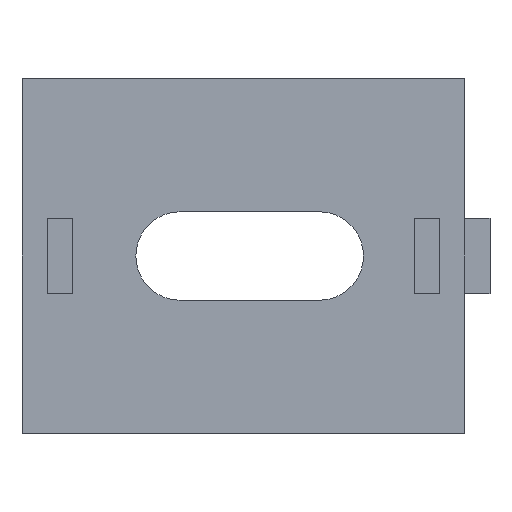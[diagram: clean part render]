
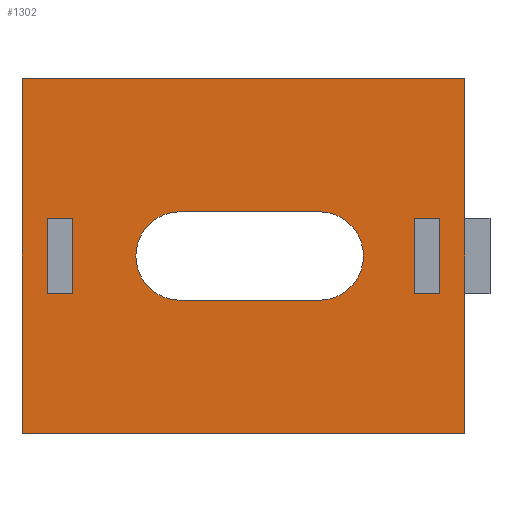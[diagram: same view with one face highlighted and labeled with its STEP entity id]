
A CAD part, left-side view. The second image highlights one B-rep face of the part: STEP entity #1302.
In plain terms, the highlighted planar face has unit normal (-1, 0, 0).
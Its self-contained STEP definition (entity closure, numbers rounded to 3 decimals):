
#15 = ORIENTED_EDGE ( 'NONE', *, *, #4705, .F. ) ;
#27 = ORIENTED_EDGE ( 'NONE', *, *, #4681, .F. ) ;
#52 = ORIENTED_EDGE ( 'NONE', *, *, #4695, .F. ) ;
#54 = LINE ( 'NONE', #1493, #4367 ) ;
#81 = ORIENTED_EDGE ( 'NONE', *, *, #4702, .F. ) ;
#228 = ORIENTED_EDGE ( 'NONE', *, *, #1398, .F. ) ;
#278 = ORIENTED_EDGE ( 'NONE', *, *, #4718, .F. ) ;
#340 = CARTESIAN_POINT ( 'NONE',  ( 0., 35., 0. ) ) ;
#353 = CIRCLE ( 'NONE', #1501, 3.5 ) ;
#370 = ORIENTED_EDGE ( 'NONE', *, *, #7460, .F. ) ;
#436 = ORIENTED_EDGE ( 'NONE', *, *, #6421, .F. ) ;
#458 = VECTOR ( 'NONE', #1357, 1000. ) ;
#470 = CARTESIAN_POINT ( 'NONE',  ( 0., 33., 17. ) ) ;
#509 = CARTESIAN_POINT ( 'NONE',  ( 0., 2., 17. ) ) ;
#513 = VERTEX_POINT ( 'NONE', #6271 ) ;
#517 = ORIENTED_EDGE ( 'NONE', *, *, #4779, .F. ) ;
#551 = ORIENTED_EDGE ( 'NONE', *, *, #4731, .F. ) ;
#610 = ORIENTED_EDGE ( 'NONE', *, *, #4743, .F. ) ;
#619 = VECTOR ( 'NONE', #5019, 1000. ) ;
#630 = ORIENTED_EDGE ( 'NONE', *, *, #4769, .F. ) ;
#889 = CARTESIAN_POINT ( 'NONE',  ( 0., 31., 11. ) ) ;
#928 = VECTOR ( 'NONE', #1615, 1000. ) ;
#1015 = VECTOR ( 'NONE', #4047, 1000. ) ;
#1016 = LINE ( 'NONE', #5575, #5728 ) ;
#1114 = LINE ( 'NONE', #1554, #928 ) ;
#1127 = ORIENTED_EDGE ( 'NONE', *, *, #4632, .F. ) ;
#1205 = CARTESIAN_POINT ( 'NONE',  ( 0., 22.5, 17.5 ) ) ;
#1302 = ADVANCED_FACE ( 'NONE', ( #1984, #3465, #2906, #4633 ), #5185, .F. ) ;
#1306 = VERTEX_POINT ( 'NONE', #5164 ) ;
#1340 = CARTESIAN_POINT ( 'NONE',  ( 0., 0., 17. ) ) ;
#1350 = CARTESIAN_POINT ( 'NONE',  ( 0., 4., 28. ) ) ;
#1357 = DIRECTION ( 'NONE',  ( 0., 1., 0. ) ) ;
#1398 = EDGE_CURVE ( 'NONE', #5035, #2699, #1016, .T. ) ;
#1408 = DIRECTION ( 'NONE',  ( 0., 0., -1. ) ) ;
#1460 = DIRECTION ( 'NONE',  ( 0., -1., 0. ) ) ;
#1461 = CARTESIAN_POINT ( 'NONE',  ( 0., 0., 11. ) ) ;
#1472 = AXIS2_PLACEMENT_3D ( 'NONE', #1998, #2007, #2013 ) ;
#1493 = CARTESIAN_POINT ( 'NONE',  ( 0., 2., 28. ) ) ;
#1501 = AXIS2_PLACEMENT_3D ( 'NONE', #1876, #1883, #1885 ) ;
#1506 = DIRECTION ( 'NONE',  ( 0., 0., 1. ) ) ;
#1527 = CARTESIAN_POINT ( 'NONE',  ( 0., 0., 17. ) ) ;
#1546 = DIRECTION ( 'NONE',  ( 0., 1., 0. ) ) ;
#1554 = CARTESIAN_POINT ( 'NONE',  ( 0., 0., 11. ) ) ;
#1564 = CARTESIAN_POINT ( 'NONE',  ( 0., 33., 28. ) ) ;
#1567 = CARTESIAN_POINT ( 'NONE',  ( 0., 35., 28. ) ) ;
#1593 = DIRECTION ( 'NONE',  ( 0., 0., -1. ) ) ;
#1604 = CARTESIAN_POINT ( 'NONE',  ( 0., 35., 28. ) ) ;
#1610 = AXIS2_PLACEMENT_3D ( 'NONE', #5100, #5202, #5176 ) ;
#1615 = DIRECTION ( 'NONE',  ( 0., -1., 0. ) ) ;
#1663 = CARTESIAN_POINT ( 'NONE',  ( 0., 31., 28. ) ) ;
#1676 = DIRECTION ( 'NONE',  ( 0., 0., 1. ) ) ;
#1702 = DIRECTION ( 'NONE',  ( 0., 0., 1. ) ) ;
#1721 = CARTESIAN_POINT ( 'NONE',  ( 0., 0., 10.5 ) ) ;
#1768 = DIRECTION ( 'NONE',  ( 0., -1., 0. ) ) ;
#1807 = DIRECTION ( 'NONE',  ( 0., 1., 0. ) ) ;
#1816 = CARTESIAN_POINT ( 'NONE',  ( 0., 0., 17.5 ) ) ;
#1876 = CARTESIAN_POINT ( 'NONE',  ( 0., 11.5, 14. ) ) ;
#1883 = DIRECTION ( 'NONE',  ( -1., 0., 0. ) ) ;
#1885 = DIRECTION ( 'NONE',  ( 0., 0., 1. ) ) ;
#1984 = FACE_BOUND ( 'NONE', #2141, .T. ) ;
#1998 = CARTESIAN_POINT ( 'NONE',  ( 0., 22.5, 14. ) ) ;
#2007 = DIRECTION ( 'NONE',  ( -1., 0., 0. ) ) ;
#2013 = DIRECTION ( 'NONE',  ( 0., 0., 1. ) ) ;
#2088 = LINE ( 'NONE', #1721, #5025 ) ;
#2141 = EDGE_LOOP ( 'NONE', ( #630, #610, #551, #517 ) ) ;
#2155 = LINE ( 'NONE', #6208, #619 ) ;
#2160 = VERTEX_POINT ( 'NONE', #2559 ) ;
#2210 = EDGE_LOOP ( 'NONE', ( #436, #370, #278, #228 ) ) ;
#2227 = EDGE_LOOP ( 'NONE', ( #81, #52, #27, #15 ) ) ;
#2261 = VECTOR ( 'NONE', #1676, 1000. ) ;
#2368 = EDGE_LOOP ( 'NONE', ( #6145, #2587, #1127, #7397 ) ) ;
#2427 = VERTEX_POINT ( 'NONE', #1205 ) ;
#2559 = CARTESIAN_POINT ( 'NONE',  ( 0., 0., 28. ) ) ;
#2587 = ORIENTED_EDGE ( 'NONE', *, *, #4644, .F. ) ;
#2659 = VERTEX_POINT ( 'NONE', #470 ) ;
#2670 = CARTESIAN_POINT ( 'NONE',  ( 0., 11.5, 10.5 ) ) ;
#2699 = VERTEX_POINT ( 'NONE', #340 ) ;
#2734 = VERTEX_POINT ( 'NONE', #7266 ) ;
#2785 = CARTESIAN_POINT ( 'NONE',  ( 0., 33., 11. ) ) ;
#2879 = VERTEX_POINT ( 'NONE', #6889 ) ;
#2906 = FACE_BOUND ( 'NONE', #2227, .T. ) ;
#2937 = LINE ( 'NONE', #1461, #6139 ) ;
#2986 = CARTESIAN_POINT ( 'NONE',  ( 0., 0., 0. ) ) ;
#3218 = LINE ( 'NONE', #1816, #6226 ) ;
#3311 = LINE ( 'NONE', #1350, #6327 ) ;
#3465 = FACE_OUTER_BOUND ( 'NONE', #2210, .T. ) ;
#3579 = VECTOR ( 'NONE', #1702, 1000. ) ;
#3723 = VERTEX_POINT ( 'NONE', #2785 ) ;
#3771 = LINE ( 'NONE', #1604, #3579 ) ;
#3848 = VERTEX_POINT ( 'NONE', #1567 ) ;
#4047 = DIRECTION ( 'NONE',  ( 0., 0., -1. ) ) ;
#4367 = VECTOR ( 'NONE', #1506, 1000. ) ;
#4567 = VERTEX_POINT ( 'NONE', #889 ) ;
#4632 = EDGE_CURVE ( 'NONE', #7002, #5577, #6490, .T. ) ;
#4633 = FACE_BOUND ( 'NONE', #2368, .T. ) ;
#4644 = EDGE_CURVE ( 'NONE', #5577, #2734, #3311, .T. ) ;
#4655 = CIRCLE ( 'NONE', #1472, 3.5 ) ;
#4658 = EDGE_CURVE ( 'NONE', #2734, #2879, #2937, .T. ) ;
#4659 = EDGE_CURVE ( 'NONE', #2879, #7002, #54, .T. ) ;
#4681 = EDGE_CURVE ( 'NONE', #513, #2659, #5958, .T. ) ;
#4695 = EDGE_CURVE ( 'NONE', #2659, #3723, #7211, .T. ) ;
#4702 = EDGE_CURVE ( 'NONE', #3723, #4567, #1114, .T. ) ;
#4705 = EDGE_CURVE ( 'NONE', #4567, #513, #6913, .T. ) ;
#4718 = EDGE_CURVE ( 'NONE', #2699, #3848, #3771, .T. ) ;
#4721 = CARTESIAN_POINT ( 'NONE',  ( 0., 0., 28. ) ) ;
#4731 = EDGE_CURVE ( 'NONE', #5989, #4972, #2088, .T. ) ;
#4743 = EDGE_CURVE ( 'NONE', #4972, #1306, #353, .T. ) ;
#4769 = EDGE_CURVE ( 'NONE', #1306, #2427, #3218, .T. ) ;
#4779 = EDGE_CURVE ( 'NONE', #2427, #5989, #4655, .T. ) ;
#4972 = VERTEX_POINT ( 'NONE', #2670 ) ;
#5019 = DIRECTION ( 'NONE',  ( 0., -1., 0. ) ) ;
#5025 = VECTOR ( 'NONE', #1768, 1000. ) ;
#5035 = VERTEX_POINT ( 'NONE', #2986 ) ;
#5100 = CARTESIAN_POINT ( 'NONE',  ( 0., 0., 28. ) ) ;
#5164 = CARTESIAN_POINT ( 'NONE',  ( 0., 11.5, 17.5 ) ) ;
#5176 = DIRECTION ( 'NONE',  ( 0., 0., -1. ) ) ;
#5185 = PLANE ( 'NONE',  #1610 ) ;
#5202 = DIRECTION ( 'NONE',  ( 1., 0., 0. ) ) ;
#5575 = CARTESIAN_POINT ( 'NONE',  ( 0., 0., 0. ) ) ;
#5577 = VERTEX_POINT ( 'NONE', #5910 ) ;
#5677 = LINE ( 'NONE', #4721, #1015 ) ;
#5728 = VECTOR ( 'NONE', #6098, 1000. ) ;
#5779 = VECTOR ( 'NONE', #1546, 1000. ) ;
#5910 = CARTESIAN_POINT ( 'NONE',  ( 0., 4., 17. ) ) ;
#5958 = LINE ( 'NONE', #1527, #5779 ) ;
#5989 = VERTEX_POINT ( 'NONE', #6703 ) ;
#6098 = DIRECTION ( 'NONE',  ( 0., 1., 0. ) ) ;
#6139 = VECTOR ( 'NONE', #1460, 1000. ) ;
#6145 = ORIENTED_EDGE ( 'NONE', *, *, #4658, .F. ) ;
#6208 = CARTESIAN_POINT ( 'NONE',  ( 0., 0., 28. ) ) ;
#6226 = VECTOR ( 'NONE', #1807, 1000. ) ;
#6271 = CARTESIAN_POINT ( 'NONE',  ( 0., 31., 17. ) ) ;
#6327 = VECTOR ( 'NONE', #1408, 1000. ) ;
#6421 = EDGE_CURVE ( 'NONE', #2160, #5035, #5677, .T. ) ;
#6490 = LINE ( 'NONE', #1340, #458 ) ;
#6703 = CARTESIAN_POINT ( 'NONE',  ( 0., 22.5, 10.5 ) ) ;
#6889 = CARTESIAN_POINT ( 'NONE',  ( 0., 2., 11. ) ) ;
#6913 = LINE ( 'NONE', #1663, #2261 ) ;
#7002 = VERTEX_POINT ( 'NONE', #509 ) ;
#7067 = VECTOR ( 'NONE', #1593, 1000. ) ;
#7211 = LINE ( 'NONE', #1564, #7067 ) ;
#7266 = CARTESIAN_POINT ( 'NONE',  ( 0., 4., 11. ) ) ;
#7397 = ORIENTED_EDGE ( 'NONE', *, *, #4659, .F. ) ;
#7460 = EDGE_CURVE ( 'NONE', #3848, #2160, #2155, .T. ) ;
